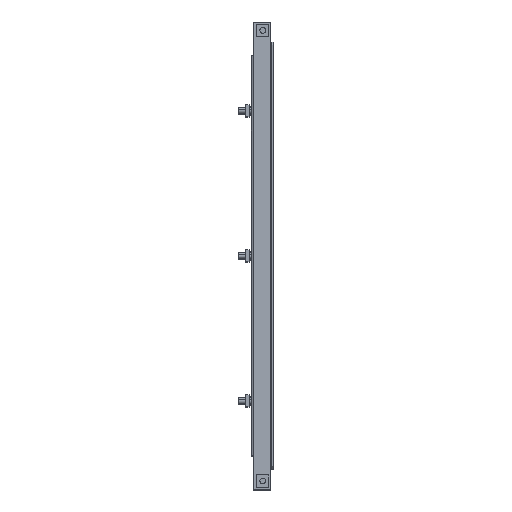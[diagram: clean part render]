
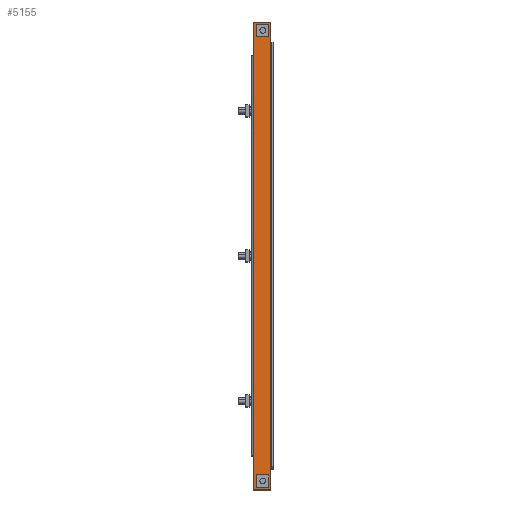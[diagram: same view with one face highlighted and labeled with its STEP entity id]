
A CAD part, top view. The second image highlights one B-rep face of the part: STEP entity #5155.
In plain terms, the highlighted face is planar.
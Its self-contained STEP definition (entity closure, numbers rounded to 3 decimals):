
#175 = LINE ( 'NONE', #6042, #2856 ) ;
#206 = ORIENTED_EDGE ( 'NONE', *, *, #5065, .T. ) ;
#241 = CARTESIAN_POINT ( 'NONE',  ( 0., 6.25, -3.9 ) ) ;
#284 = CARTESIAN_POINT ( 'NONE',  ( 0., 0., 0. ) ) ;
#412 = DIRECTION ( 'NONE',  ( 0., 0., -1. ) ) ;
#424 = EDGE_CURVE ( 'NONE', #6513, #733, #3415, .T. ) ;
#471 = VECTOR ( 'NONE', #7087, 1000. ) ;
#559 = EDGE_CURVE ( 'NONE', #4106, #6524, #4125, .T. ) ;
#574 = VERTEX_POINT ( 'NONE', #4749 ) ;
#623 = DIRECTION ( 'NONE',  ( 0., 0., 1. ) ) ;
#626 = VERTEX_POINT ( 'NONE', #6008 ) ;
#641 = DIRECTION ( 'NONE',  ( 0., 1., 0. ) ) ;
#707 = VECTOR ( 'NONE', #4997, 1000. ) ;
#722 = DIRECTION ( 'NONE',  ( 0., 0., 1. ) ) ;
#724 = CARTESIAN_POINT ( 'NONE',  ( 0., 15.75, -3.9 ) ) ;
#733 = VERTEX_POINT ( 'NONE', #2511 ) ;
#765 = CARTESIAN_POINT ( 'NONE',  ( 0., 15.75, -479.1 ) ) ;
#816 = VERTEX_POINT ( 'NONE', #7412 ) ;
#840 = VECTOR ( 'NONE', #1034, 1000. ) ;
#855 = CARTESIAN_POINT ( 'NONE',  ( 0., 15.75, -479.1 ) ) ;
#1034 = DIRECTION ( 'NONE',  ( 0., 0., 1. ) ) ;
#1126 = EDGE_LOOP ( 'NONE', ( #2096, #3553, #5345, #1882, #6736, #2435, #5555, #2925 ) ) ;
#1128 = ORIENTED_EDGE ( 'NONE', *, *, #559, .T. ) ;
#1240 = CARTESIAN_POINT ( 'NONE',  ( 0., 15.75, -3.9 ) ) ;
#1254 = CARTESIAN_POINT ( 'NONE',  ( 0., 15.75, -469.6 ) ) ;
#1331 = VERTEX_POINT ( 'NONE', #7059 ) ;
#1353 = DIRECTION ( 'NONE',  ( 0., 0., 1. ) ) ;
#1374 = CARTESIAN_POINT ( 'NONE',  ( 0., 20.5, 0. ) ) ;
#1405 = ORIENTED_EDGE ( 'NONE', *, *, #5671, .T. ) ;
#1521 = VECTOR ( 'NONE', #722, 1000. ) ;
#1538 = VECTOR ( 'NONE', #3143, 1000. ) ;
#1691 = CARTESIAN_POINT ( 'NONE',  ( 0., 0., -483. ) ) ;
#1761 = LINE ( 'NONE', #1691, #6294 ) ;
#1824 = DIRECTION ( 'NONE',  ( 0., 0., 1. ) ) ;
#1882 = ORIENTED_EDGE ( 'NONE', *, *, #2166, .T. ) ;
#1898 = ORIENTED_EDGE ( 'NONE', *, *, #5727, .T. ) ;
#1944 = CARTESIAN_POINT ( 'NONE',  ( 0., 6.25, -479.1 ) ) ;
#2041 = DIRECTION ( 'NONE',  ( -1., 0., 0. ) ) ;
#2053 = CARTESIAN_POINT ( 'NONE',  ( 0., 2.5, 0. ) ) ;
#2096 = ORIENTED_EDGE ( 'NONE', *, *, #3679, .F. ) ;
#2097 = CARTESIAN_POINT ( 'NONE',  ( 0., 20.5, 0. ) ) ;
#2140 = CARTESIAN_POINT ( 'NONE',  ( 0., 2.5, -483. ) ) ;
#2166 = EDGE_CURVE ( 'NONE', #3935, #626, #175, .T. ) ;
#2218 = DIRECTION ( 'NONE',  ( 0., -1., 0. ) ) ;
#2319 = LINE ( 'NONE', #1240, #6076 ) ;
#2435 = ORIENTED_EDGE ( 'NONE', *, *, #7443, .T. ) ;
#2454 = ORIENTED_EDGE ( 'NONE', *, *, #6018, .T. ) ;
#2487 = CARTESIAN_POINT ( 'NONE',  ( 0., 2.5, -21. ) ) ;
#2498 = VECTOR ( 'NONE', #623, 1000. ) ;
#2511 = CARTESIAN_POINT ( 'NONE',  ( 0., 6.25, -13.4 ) ) ;
#2706 = CARTESIAN_POINT ( 'NONE',  ( 0., 20.5, -448. ) ) ;
#2713 = LINE ( 'NONE', #4513, #4466 ) ;
#2727 = ORIENTED_EDGE ( 'NONE', *, *, #424, .T. ) ;
#2772 = EDGE_CURVE ( 'NONE', #5814, #5636, #1761, .T. ) ;
#2856 = VECTOR ( 'NONE', #1824, 1000. ) ;
#2892 = CARTESIAN_POINT ( 'NONE',  ( 0., 20.5, -483. ) ) ;
#2913 = CARTESIAN_POINT ( 'NONE',  ( 0., 15.75, -469.6 ) ) ;
#2925 = ORIENTED_EDGE ( 'NONE', *, *, #6200, .F. ) ;
#2973 = EDGE_CURVE ( 'NONE', #816, #4106, #5404, .T. ) ;
#3071 = DIRECTION ( 'NONE',  ( 0., 0., -1. ) ) ;
#3083 = FACE_BOUND ( 'NONE', #4283, .T. ) ;
#3143 = DIRECTION ( 'NONE',  ( 0., 0., -1. ) ) ;
#3160 = PLANE ( 'NONE',  #6805 ) ;
#3165 = EDGE_LOOP ( 'NONE', ( #7425, #1405, #6583, #1128 ) ) ;
#3415 = LINE ( 'NONE', #4483, #7281 ) ;
#3492 = VERTEX_POINT ( 'NONE', #2053 ) ;
#3553 = ORIENTED_EDGE ( 'NONE', *, *, #2772, .T. ) ;
#3566 = EDGE_CURVE ( 'NONE', #6524, #6863, #2713, .T. ) ;
#3656 = EDGE_CURVE ( 'NONE', #6040, #3492, #6985, .T. ) ;
#3679 = EDGE_CURVE ( 'NONE', #5814, #574, #5312, .T. ) ;
#3835 = CARTESIAN_POINT ( 'NONE',  ( 0., 2.5, -483. ) ) ;
#3935 = VERTEX_POINT ( 'NONE', #2706 ) ;
#4004 = DIRECTION ( 'NONE',  ( 0., 0., 1. ) ) ;
#4045 = CARTESIAN_POINT ( 'NONE',  ( 0., 0., 0. ) ) ;
#4063 = LINE ( 'NONE', #2892, #471 ) ;
#4106 = VERTEX_POINT ( 'NONE', #6305 ) ;
#4125 = LINE ( 'NONE', #2913, #6916 ) ;
#4172 = EDGE_CURVE ( 'NONE', #7220, #626, #6622, .T. ) ;
#4283 = EDGE_LOOP ( 'NONE', ( #206, #2454, #2727, #1898 ) ) ;
#4466 = VECTOR ( 'NONE', #412, 1000. ) ;
#4483 = CARTESIAN_POINT ( 'NONE',  ( 0., 15.75, -13.4 ) ) ;
#4513 = CARTESIAN_POINT ( 'NONE',  ( 0., 15.75, -479.1 ) ) ;
#4749 = CARTESIAN_POINT ( 'NONE',  ( 0., 2.5, -462. ) ) ;
#4783 = LINE ( 'NONE', #4045, #6851 ) ;
#4838 = CARTESIAN_POINT ( 'NONE',  ( 0., 20.5, -483. ) ) ;
#4907 = LINE ( 'NONE', #724, #6472 ) ;
#4997 = DIRECTION ( 'NONE',  ( 0., 0., 1. ) ) ;
#5065 = EDGE_CURVE ( 'NONE', #5551, #1331, #2319, .T. ) ;
#5109 = LINE ( 'NONE', #2140, #840 ) ;
#5155 = ADVANCED_FACE ( 'NONE', ( #3083, #5420, #7208 ), #3160, .F. ) ;
#5254 = DIRECTION ( 'NONE',  ( 0., 1., 0. ) ) ;
#5311 = DIRECTION ( 'NONE',  ( 0., 1., 0. ) ) ;
#5312 = LINE ( 'NONE', #6351, #2498 ) ;
#5345 = ORIENTED_EDGE ( 'NONE', *, *, #5457, .T. ) ;
#5362 = CARTESIAN_POINT ( 'NONE',  ( 0., 15.75, -13.4 ) ) ;
#5404 = LINE ( 'NONE', #1944, #1521 ) ;
#5420 = FACE_BOUND ( 'NONE', #3165, .T. ) ;
#5457 = EDGE_CURVE ( 'NONE', #5636, #3935, #4063, .T. ) ;
#5551 = VERTEX_POINT ( 'NONE', #241 ) ;
#5555 = ORIENTED_EDGE ( 'NONE', *, *, #3656, .F. ) ;
#5569 = CARTESIAN_POINT ( 'NONE',  ( 0., 6.25, -3.9 ) ) ;
#5636 = VERTEX_POINT ( 'NONE', #4838 ) ;
#5671 = EDGE_CURVE ( 'NONE', #6863, #816, #6596, .T. ) ;
#5727 = EDGE_CURVE ( 'NONE', #733, #5551, #6225, .T. ) ;
#5814 = VERTEX_POINT ( 'NONE', #3835 ) ;
#5866 = VECTOR ( 'NONE', #5990, 1000. ) ;
#5990 = DIRECTION ( 'NONE',  ( 0., -1., 0. ) ) ;
#6008 = CARTESIAN_POINT ( 'NONE',  ( 0., 20.5, -35. ) ) ;
#6018 = EDGE_CURVE ( 'NONE', #1331, #6513, #4907, .T. ) ;
#6040 = VERTEX_POINT ( 'NONE', #2487 ) ;
#6042 = CARTESIAN_POINT ( 'NONE',  ( 0., 20.5, -483. ) ) ;
#6076 = VECTOR ( 'NONE', #5311, 1000. ) ;
#6200 = EDGE_CURVE ( 'NONE', #574, #6040, #5109, .T. ) ;
#6225 = LINE ( 'NONE', #5569, #707 ) ;
#6294 = VECTOR ( 'NONE', #641, 1000. ) ;
#6305 = CARTESIAN_POINT ( 'NONE',  ( 0., 6.25, -469.6 ) ) ;
#6351 = CARTESIAN_POINT ( 'NONE',  ( 0., 2.5, -483. ) ) ;
#6422 = VECTOR ( 'NONE', #4004, 1000. ) ;
#6429 = DIRECTION ( 'NONE',  ( 0., -1., 0. ) ) ;
#6472 = VECTOR ( 'NONE', #3071, 1000. ) ;
#6513 = VERTEX_POINT ( 'NONE', #5362 ) ;
#6524 = VERTEX_POINT ( 'NONE', #1254 ) ;
#6583 = ORIENTED_EDGE ( 'NONE', *, *, #2973, .T. ) ;
#6596 = LINE ( 'NONE', #765, #5866 ) ;
#6622 = LINE ( 'NONE', #1374, #1538 ) ;
#6736 = ORIENTED_EDGE ( 'NONE', *, *, #4172, .F. ) ;
#6805 = AXIS2_PLACEMENT_3D ( 'NONE', #284, #2041, #1353 ) ;
#6851 = VECTOR ( 'NONE', #6429, 1000. ) ;
#6863 = VERTEX_POINT ( 'NONE', #855 ) ;
#6916 = VECTOR ( 'NONE', #5254, 1000. ) ;
#6985 = LINE ( 'NONE', #7518, #6422 ) ;
#7059 = CARTESIAN_POINT ( 'NONE',  ( 0., 15.75, -3.9 ) ) ;
#7087 = DIRECTION ( 'NONE',  ( 0., 0., 1. ) ) ;
#7208 = FACE_OUTER_BOUND ( 'NONE', #1126, .T. ) ;
#7220 = VERTEX_POINT ( 'NONE', #2097 ) ;
#7281 = VECTOR ( 'NONE', #2218, 1000. ) ;
#7412 = CARTESIAN_POINT ( 'NONE',  ( 0., 6.25, -479.1 ) ) ;
#7425 = ORIENTED_EDGE ( 'NONE', *, *, #3566, .T. ) ;
#7443 = EDGE_CURVE ( 'NONE', #7220, #3492, #4783, .T. ) ;
#7518 = CARTESIAN_POINT ( 'NONE',  ( 0., 2.5, -483. ) ) ;
